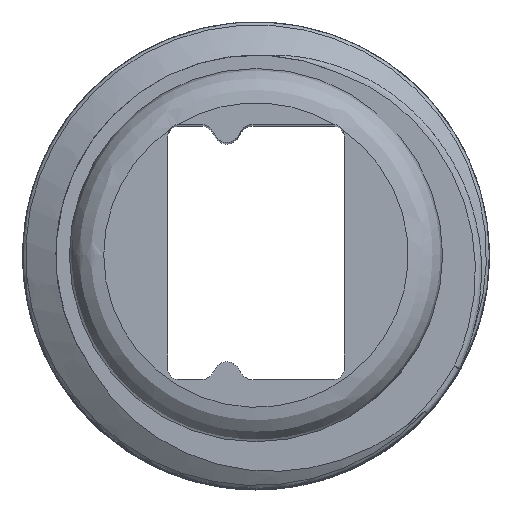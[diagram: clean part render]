
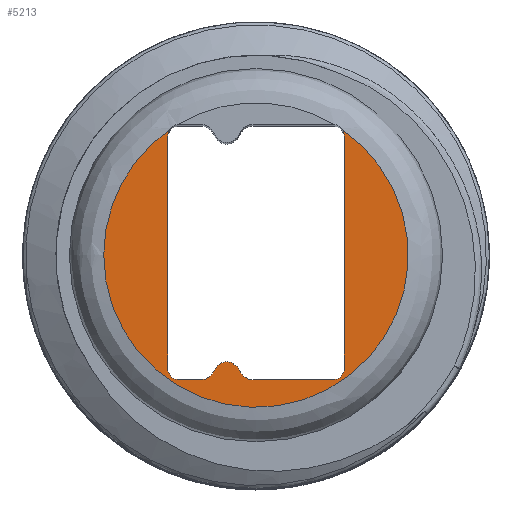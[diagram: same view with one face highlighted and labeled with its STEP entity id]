
A CAD part, top view. The second image highlights one B-rep face of the part: STEP entity #5213.
In plain terms, the highlighted planar face has unit normal (0, 0, 1).
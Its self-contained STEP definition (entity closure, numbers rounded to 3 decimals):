
#72=PLANE('',#5602);
#389=CIRCLE('',#5544,0.576);
#391=CIRCLE('',#5550,0.576);
#392=CIRCLE('',#5553,0.72);
#393=CIRCLE('',#5555,0.672);
#394=CIRCLE('',#5557,0.72);
#395=CIRCLE('',#5559,0.576);
#396=CIRCLE('',#5561,0.72);
#397=CIRCLE('',#5563,0.672);
#398=CIRCLE('',#5565,0.72);
#402=CIRCLE('',#5574,0.576);
#408=CIRCLE('',#5592,7.44);
#411=CIRCLE('',#5596,7.44);
#413=CIRCLE('',#5601,0.576);
#738=FACE_OUTER_BOUND('',#1049,.T.);
#1049=EDGE_LOOP('',(#4822,#4823,#4824,#4825,#4826,#4827,#4828,#4829,#4830,
#4831,#4832,#4833,#4834,#4835,#4836,#4837,#4838));
#1661=LINE('',#25883,#1820);
#1664=LINE('',#25895,#1823);
#1673=LINE('',#25927,#1832);
#1678=LINE('',#25942,#1837);
#1820=VECTOR('',#6372,9.6);
#1823=VECTOR('',#6385,9.6);
#1832=VECTOR('',#6424,9.6);
#1837=VECTOR('',#6439,9.6);
#2337=VERTEX_POINT('',#25854);
#2338=VERTEX_POINT('',#25856);
#2341=VERTEX_POINT('',#25881);
#2344=VERTEX_POINT('',#25889);
#2345=VERTEX_POINT('',#25893);
#2346=VERTEX_POINT('',#25897);
#2347=VERTEX_POINT('',#25901);
#2348=VERTEX_POINT('',#25905);
#2349=VERTEX_POINT('',#25909);
#2350=VERTEX_POINT('',#25913);
#2351=VERTEX_POINT('',#25917);
#2352=VERTEX_POINT('',#25921);
#2353=VERTEX_POINT('',#25925);
#2357=VERTEX_POINT('',#25939);
#2358=VERTEX_POINT('',#25941);
#2361=VERTEX_POINT('',#25949);
#2367=VERTEX_POINT('',#26313);
#3129=EDGE_CURVE('',#2338,#2337,#389,.T.);
#3134=EDGE_CURVE('',#2337,#2341,#1661,.T.);
#3138=EDGE_CURVE('',#2341,#2344,#391,.T.);
#3140=EDGE_CURVE('',#2344,#2345,#1664,.T.);
#3142=EDGE_CURVE('',#2345,#2346,#392,.T.);
#3144=EDGE_CURVE('',#2346,#2347,#393,.T.);
#3146=EDGE_CURVE('',#2347,#2348,#394,.T.);
#3148=EDGE_CURVE('',#2349,#2348,#395,.T.);
#3150=EDGE_CURVE('',#2349,#2350,#396,.T.);
#3152=EDGE_CURVE('',#2350,#2351,#397,.T.);
#3154=EDGE_CURVE('',#2351,#2352,#398,.T.);
#3156=EDGE_CURVE('',#2352,#2353,#1673,.T.);
#3163=EDGE_CURVE('',#2358,#2357,#1678,.T.);
#3168=EDGE_CURVE('',#2357,#2361,#402,.T.);
#3185=EDGE_CURVE('',#2338,#2367,#408,.T.);
#3189=EDGE_CURVE('',#2367,#2361,#411,.T.);
#3192=EDGE_CURVE('',#2353,#2358,#413,.T.);
#4822=ORIENTED_EDGE('',*,*,#3148,.F.);
#4823=ORIENTED_EDGE('',*,*,#3150,.T.);
#4824=ORIENTED_EDGE('',*,*,#3152,.T.);
#4825=ORIENTED_EDGE('',*,*,#3154,.T.);
#4826=ORIENTED_EDGE('',*,*,#3156,.T.);
#4827=ORIENTED_EDGE('',*,*,#3192,.T.);
#4828=ORIENTED_EDGE('',*,*,#3163,.T.);
#4829=ORIENTED_EDGE('',*,*,#3168,.T.);
#4830=ORIENTED_EDGE('',*,*,#3189,.F.);
#4831=ORIENTED_EDGE('',*,*,#3185,.F.);
#4832=ORIENTED_EDGE('',*,*,#3129,.T.);
#4833=ORIENTED_EDGE('',*,*,#3134,.T.);
#4834=ORIENTED_EDGE('',*,*,#3138,.T.);
#4835=ORIENTED_EDGE('',*,*,#3140,.T.);
#4836=ORIENTED_EDGE('',*,*,#3142,.T.);
#4837=ORIENTED_EDGE('',*,*,#3144,.T.);
#4838=ORIENTED_EDGE('',*,*,#3146,.T.);
#5213=ADVANCED_FACE('',(#738),#72,.T.);
#5544=AXIS2_PLACEMENT_3D('',#25857,#6364,#6365);
#5550=AXIS2_PLACEMENT_3D('',#25891,#6380,#6381);
#5553=AXIS2_PLACEMENT_3D('',#25899,#6389,#6390);
#5555=AXIS2_PLACEMENT_3D('',#25903,#6394,#6395);
#5557=AXIS2_PLACEMENT_3D('',#25907,#6399,#6400);
#5559=AXIS2_PLACEMENT_3D('',#25911,#6404,#6405);
#5561=AXIS2_PLACEMENT_3D('',#25915,#6409,#6410);
#5563=AXIS2_PLACEMENT_3D('',#25919,#6414,#6415);
#5565=AXIS2_PLACEMENT_3D('',#25923,#6419,#6420);
#5574=AXIS2_PLACEMENT_3D('',#25968,#6446,#6447);
#5592=AXIS2_PLACEMENT_3D('',#26314,#6491,#6492);
#5596=AXIS2_PLACEMENT_3D('',#26320,#6499,#6500);
#5601=AXIS2_PLACEMENT_3D('',#26326,#6510,#6511);
#5602=AXIS2_PLACEMENT_3D('',#26327,#6512,#6513);
#6364=DIRECTION('center_axis',(0.,0.,-1.));
#6365=DIRECTION('ref_axis',(1.,0.,0.));
#6372=DIRECTION('',(0.,-1.,0.));
#6380=DIRECTION('center_axis',(0.,0.,-1.));
#6381=DIRECTION('ref_axis',(0.,-1.,0.));
#6385=DIRECTION('',(-1.,0.,0.));
#6389=DIRECTION('center_axis',(0.,0.,-1.));
#6390=DIRECTION('ref_axis',(-0.925,-0.379,0.));
#6394=DIRECTION('center_axis',(0.,0.,1.));
#6395=DIRECTION('ref_axis',(0.925,0.379,0.));
#6399=DIRECTION('center_axis',(0.,0.,-1.));
#6400=DIRECTION('ref_axis',(-0.996,-0.087,0.));
#6404=DIRECTION('center_axis',(0.,0.,-1.));
#6405=DIRECTION('ref_axis',(0.571,-0.821,0.));
#6409=DIRECTION('center_axis',(0.,0.,-1.));
#6410=DIRECTION('ref_axis',(0.533,-0.846,0.));
#6414=DIRECTION('center_axis',(0.,0.,1.));
#6415=DIRECTION('ref_axis',(-0.533,0.846,0.));
#6419=DIRECTION('center_axis',(0.,0.,-1.));
#6420=DIRECTION('ref_axis',(0.,-1.,0.));
#6424=DIRECTION('',(-1.,0.,0.));
#6439=DIRECTION('',(0.,1.,0.));
#6446=DIRECTION('center_axis',(0.,0.,-1.));
#6447=DIRECTION('ref_axis',(0.,1.,0.));
#6491=DIRECTION('center_axis',(0.,0.,-1.));
#6492=DIRECTION('ref_axis',(0.,1.,0.));
#6499=DIRECTION('center_axis',(0.,0.,-1.));
#6500=DIRECTION('ref_axis',(0.,1.,0.));
#6510=DIRECTION('center_axis',(0.,0.,-1.));
#6511=DIRECTION('ref_axis',(-1.,0.,0.));
#6512=DIRECTION('center_axis',(0.,0.,1.));
#6513=DIRECTION('ref_axis',(1.,0.,0.));
#25854=CARTESIAN_POINT('',(4.4,5.664,48.));
#25856=CARTESIAN_POINT('',(4.306,5.979,48.));
#25857=CARTESIAN_POINT('Origin',(3.824,5.664,48.));
#25881=CARTESIAN_POINT('',(4.4,-5.664,48.));
#25883=CARTESIAN_POINT('',(4.4,2.304,48.));
#25889=CARTESIAN_POINT('',(3.824,-6.24,48.));
#25891=CARTESIAN_POINT('Origin',(3.824,-5.664,48.));
#25893=CARTESIAN_POINT('',(-0.056,-6.24,48.));
#25895=CARTESIAN_POINT('',(3.639,-6.24,48.));
#25897=CARTESIAN_POINT('',(-0.723,-5.793,48.));
#25899=CARTESIAN_POINT('Origin',(-0.056,-5.52,
48.));
#25901=CARTESIAN_POINT('',(-1.002,-5.47,48.));
#25903=CARTESIAN_POINT('Origin',(-1.344,-6.048,48.));
#25905=CARTESIAN_POINT('',(-1.03,-5.452,48.));
#25907=CARTESIAN_POINT('Origin',(-0.636,-4.85,48.));
#25909=CARTESIAN_POINT('',(-1.675,-5.461,48.));
#25911=CARTESIAN_POINT('Origin',(-1.346,-5.934,48.));
#25913=CARTESIAN_POINT('',(-1.702,-5.479,48.));
#25915=CARTESIAN_POINT('Origin',(-2.086,-4.87,48.));
#25917=CARTESIAN_POINT('',(-1.966,-5.793,48.));
#25919=CARTESIAN_POINT('Origin',(-1.344,-6.048,48.));
#25921=CARTESIAN_POINT('',(-2.632,-6.24,48.));
#25923=CARTESIAN_POINT('Origin',(-2.632,-5.52,48.));
#25925=CARTESIAN_POINT('',(-3.664,-6.24,48.));
#25927=CARTESIAN_POINT('',(3.824,-6.24,48.));
#25939=CARTESIAN_POINT('',(-4.24,5.664,48.));
#25941=CARTESIAN_POINT('',(-4.24,-5.664,48.));
#25942=CARTESIAN_POINT('',(-4.24,4.992,48.));
#25949=CARTESIAN_POINT('',(-4.146,5.979,48.));
#25968=CARTESIAN_POINT('Origin',(-3.664,5.664,48.));
#26313=CARTESIAN_POINT('',(-7.36,-0.144,48.));
#26314=CARTESIAN_POINT('Origin',(0.08,-0.144,
48.));
#26320=CARTESIAN_POINT('Origin',(0.08,-0.144,
48.));
#26326=CARTESIAN_POINT('Origin',(-3.664,-5.664,48.));
#26327=CARTESIAN_POINT('Origin',(0.08,-0.144,
48.));
